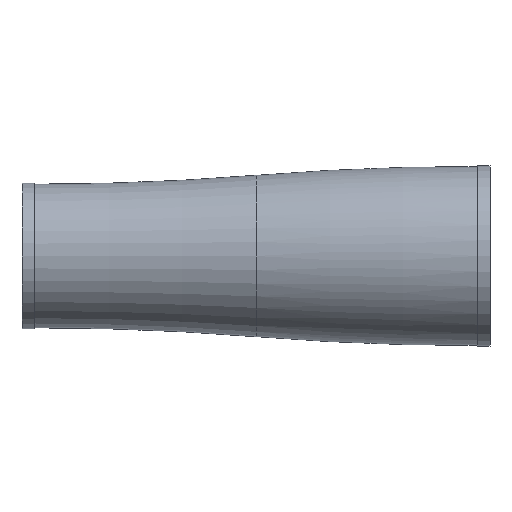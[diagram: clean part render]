
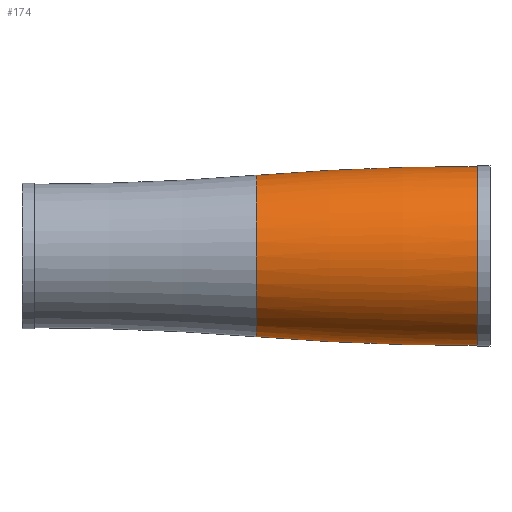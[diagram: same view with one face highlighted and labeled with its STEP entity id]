
A CAD part, front view. The second image highlights one B-rep face of the part: STEP entity #174.
In plain terms, the highlighted toroidal (fillet/blend) face has major radius 826.761 mm and minor radius 854.511 mm.
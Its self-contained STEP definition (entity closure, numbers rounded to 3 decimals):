
#26 = VERTEX_POINT ( 'NONE', #179 ) ;
#43 = DIRECTION ( 'NONE',  ( 0., 1., 0. ) ) ;
#56 = CARTESIAN_POINT ( 'NONE',  ( -4., 0., -826.761 ) ) ;
#87 = EDGE_CURVE ( 'NONE', #723, #26, #996, .T. ) ;
#113 = CIRCLE ( 'NONE', #790, 27.75 ) ;
#174 = ADVANCED_FACE ( 'NONE', ( #816 ), #835, .T. ) ;
#179 = CARTESIAN_POINT ( 'NONE',  ( -72.5, 0., -25. ) ) ;
#212 = CARTESIAN_POINT ( 'NONE',  ( -4., 0., 0. ) ) ;
#242 = DIRECTION ( 'NONE',  ( 1., 0., 0. ) ) ;
#245 = CARTESIAN_POINT ( 'NONE',  ( -4., 0., 27.75 ) ) ;
#252 = DIRECTION ( 'NONE',  ( 0., 0., -1. ) ) ;
#345 = CIRCLE ( 'NONE', #373, 854.511 ) ;
#348 = CIRCLE ( 'NONE', #796, 854.511 ) ;
#367 = VERTEX_POINT ( 'NONE', #245 ) ;
#373 = AXIS2_PLACEMENT_3D ( 'NONE', #794, #864, #800 ) ;
#455 = ORIENTED_EDGE ( 'NONE', *, *, #87, .T. ) ;
#475 = ORIENTED_EDGE ( 'NONE', *, *, #557, .T. ) ;
#555 = ORIENTED_EDGE ( 'NONE', *, *, #938, .F. ) ;
#557 = EDGE_CURVE ( 'NONE', #26, #756, #345, .T. ) ;
#626 = DIRECTION ( 'NONE',  ( 0., 0., -1. ) ) ;
#639 = CARTESIAN_POINT ( 'NONE',  ( -72.5, 0., 0. ) ) ;
#664 = CARTESIAN_POINT ( 'NONE',  ( -72.5, 0., 25. ) ) ;
#673 = AXIS2_PLACEMENT_3D ( 'NONE', #639, #714, #626 ) ;
#714 = DIRECTION ( 'NONE',  ( 1., 0., 0. ) ) ;
#723 = VERTEX_POINT ( 'NONE', #664 ) ;
#744 = DIRECTION ( 'NONE',  ( 0., 0., 1. ) ) ;
#756 = VERTEX_POINT ( 'NONE', #926 ) ;
#786 = EDGE_LOOP ( 'NONE', ( #887, #455, #475, #555 ) ) ;
#790 = AXIS2_PLACEMENT_3D ( 'NONE', #858, #882, #958 ) ;
#794 = CARTESIAN_POINT ( 'NONE',  ( -4., 0., 826.761 ) ) ;
#796 = AXIS2_PLACEMENT_3D ( 'NONE', #56, #43, #744 ) ;
#800 = DIRECTION ( 'NONE',  ( 0., 0., -1. ) ) ;
#812 = AXIS2_PLACEMENT_3D ( 'NONE', #212, #242, #252 ) ;
#816 = FACE_OUTER_BOUND ( 'NONE', #786, .T. ) ;
#835 = TOROIDAL_SURFACE ( 'NONE', #812, -826.761, 854.511 ) ;
#858 = CARTESIAN_POINT ( 'NONE',  ( -4., 0., 0. ) ) ;
#864 = DIRECTION ( 'NONE',  ( 0., -1., 0. ) ) ;
#882 = DIRECTION ( 'NONE',  ( 1., 0., 0. ) ) ;
#887 = ORIENTED_EDGE ( 'NONE', *, *, #920, .F. ) ;
#920 = EDGE_CURVE ( 'NONE', #723, #367, #348, .T. ) ;
#926 = CARTESIAN_POINT ( 'NONE',  ( -4., 0., -27.75 ) ) ;
#938 = EDGE_CURVE ( 'NONE', #367, #756, #113, .T. ) ;
#958 = DIRECTION ( 'NONE',  ( 0., 0., -1. ) ) ;
#996 = CIRCLE ( 'NONE', #673, 25. ) ;
